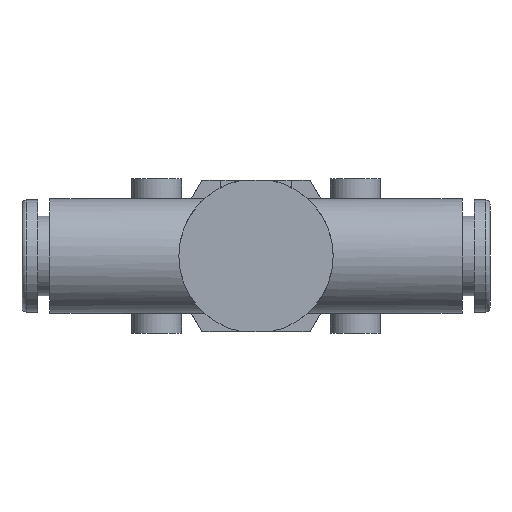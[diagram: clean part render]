
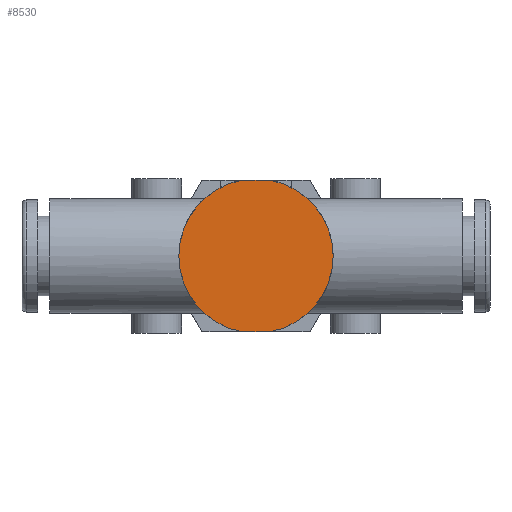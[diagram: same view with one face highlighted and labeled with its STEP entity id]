
A CAD part, front view. The second image highlights one B-rep face of the part: STEP entity #8530.
In plain terms, the highlighted planar face has unit normal (0, -1, 0).
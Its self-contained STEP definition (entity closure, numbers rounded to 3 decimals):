
#75 = CIRCLE ( 'NONE', #12289, 9.325 ) ;
#721 = VERTEX_POINT ( 'NONE', #11963 ) ;
#1026 = CARTESIAN_POINT ( 'NONE',  ( 1.75, -8.75, 9.159 ) ) ;
#1221 = DIRECTION ( 'NONE',  ( 0., 1., 0. ) ) ;
#1248 = CARTESIAN_POINT ( 'NONE',  ( 0., -8.75, 0. ) ) ;
#1604 = EDGE_CURVE ( 'NONE', #10583, #13726, #13519, .T. ) ;
#2343 = DIRECTION ( 'NONE',  ( 0., 0., -1. ) ) ;
#2835 = EDGE_CURVE ( 'NONE', #721, #10583, #8904, .T. ) ;
#3867 = CARTESIAN_POINT ( 'NONE',  ( -1.75, -8.75, -9.159 ) ) ;
#4504 = ORIENTED_EDGE ( 'NONE', *, *, #8238, .F. ) ;
#5040 = PLANE ( 'NONE',  #6718 ) ;
#5781 = EDGE_CURVE ( 'NONE', #13726, #8470, #8702, .T. ) ;
#6028 = VECTOR ( 'NONE', #7487, 1000. ) ;
#6140 = DIRECTION ( 'NONE',  ( 0., 0., 1. ) ) ;
#6718 = AXIS2_PLACEMENT_3D ( 'NONE', #10391, #12584, #6140 ) ;
#7186 = DIRECTION ( 'NONE',  ( -1., 0., 0. ) ) ;
#7487 = DIRECTION ( 'NONE',  ( 1., 0., 0. ) ) ;
#7682 = CARTESIAN_POINT ( 'NONE',  ( 0., -8.75, 0. ) ) ;
#7829 = CARTESIAN_POINT ( 'NONE',  ( 1.75, -8.75, -9.159 ) ) ;
#7910 = ORIENTED_EDGE ( 'NONE', *, *, #2835, .F. ) ;
#8238 = EDGE_CURVE ( 'NONE', #8470, #721, #75, .T. ) ;
#8470 = VERTEX_POINT ( 'NONE', #3867 ) ;
#8530 = ADVANCED_FACE ( 'NONE', ( #10995 ), #5040, .F. ) ;
#8702 = LINE ( 'NONE', #10379, #11529 ) ;
#8761 = DIRECTION ( 'NONE',  ( 0., 0., 1. ) ) ;
#8785 = DIRECTION ( 'NONE',  ( 0., 1., 0. ) ) ;
#8904 = LINE ( 'NONE', #12895, #6028 ) ;
#9267 = EDGE_LOOP ( 'NONE', ( #4504, #13065, #13378, #7910 ) ) ;
#10379 = CARTESIAN_POINT ( 'NONE',  ( -1.75, -8.75, -9.159 ) ) ;
#10391 = CARTESIAN_POINT ( 'NONE',  ( 0., -8.75, 0. ) ) ;
#10583 = VERTEX_POINT ( 'NONE', #1026 ) ;
#10995 = FACE_OUTER_BOUND ( 'NONE', #9267, .T. ) ;
#11529 = VECTOR ( 'NONE', #7186, 1000. ) ;
#11963 = CARTESIAN_POINT ( 'NONE',  ( -1.75, -8.75, 9.159 ) ) ;
#12289 = AXIS2_PLACEMENT_3D ( 'NONE', #7682, #1221, #8761 ) ;
#12584 = DIRECTION ( 'NONE',  ( 0., 1., 0. ) ) ;
#12895 = CARTESIAN_POINT ( 'NONE',  ( 1.75, -8.75, 9.159 ) ) ;
#13065 = ORIENTED_EDGE ( 'NONE', *, *, #5781, .F. ) ;
#13378 = ORIENTED_EDGE ( 'NONE', *, *, #1604, .F. ) ;
#13431 = AXIS2_PLACEMENT_3D ( 'NONE', #1248, #8785, #2343 ) ;
#13519 = CIRCLE ( 'NONE', #13431, 9.325 ) ;
#13726 = VERTEX_POINT ( 'NONE', #7829 ) ;
